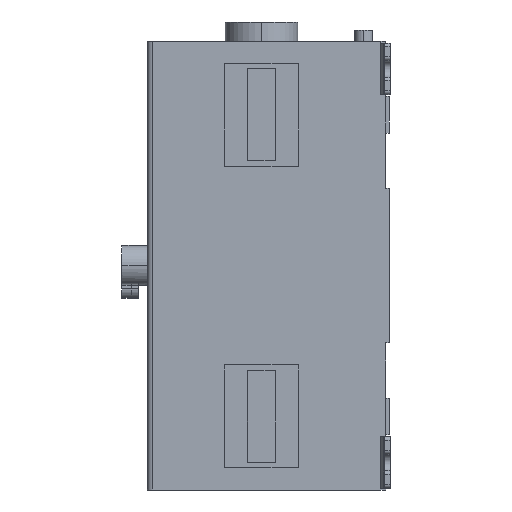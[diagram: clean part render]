
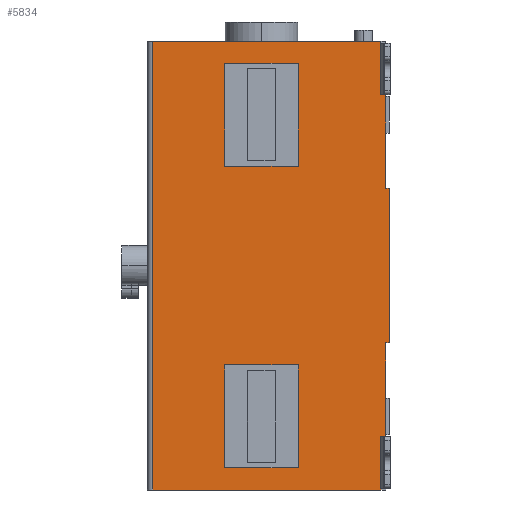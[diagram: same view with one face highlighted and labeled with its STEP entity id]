
A CAD part, left-side view. The second image highlights one B-rep face of the part: STEP entity #5834.
In plain terms, the highlighted planar face has unit normal (-1, 0, 0).
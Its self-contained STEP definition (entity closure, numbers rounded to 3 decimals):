
#134=DIRECTION('',(0.,0.,1.));
#135=VECTOR('',#134,50.9);
#136=CARTESIAN_POINT('',(-103.,-67.5,0.));
#137=LINE('',#136,#135);
#138=DIRECTION('',(0.,1.,0.));
#139=VECTOR('',#138,2.);
#140=CARTESIAN_POINT('',(-103.,-69.5,0.));
#141=LINE('',#140,#139);
#142=DIRECTION('',(0.,0.,1.));
#143=VECTOR('',#142,84.);
#144=CARTESIAN_POINT('',(-103.,-69.5,-84.));
#145=LINE('',#144,#143);
#146=DIRECTION('',(0.,-1.,0.));
#147=VECTOR('',#146,2.);
#148=CARTESIAN_POINT('',(-103.,-67.5,-84.));
#149=LINE('',#148,#147);
#150=DIRECTION('',(0.,0.,1.));
#151=VECTOR('',#150,50.9);
#152=CARTESIAN_POINT('',(-103.,-67.5,-134.9));
#153=LINE('',#152,#151);
#154=DIRECTION('',(0.,-1.,0.));
#155=VECTOR('',#154,2.5);
#156=CARTESIAN_POINT('',(-103.,-65.,-134.9));
#157=LINE('',#156,#155);
#158=DIRECTION('',(0.,0.,1.));
#159=VECTOR('',#158,29.1);
#160=CARTESIAN_POINT('',(-103.,-65.,-164.));
#161=LINE('',#160,#159);
#162=DIRECTION('',(0.,-1.,0.));
#163=VECTOR('',#162,124.);
#164=CARTESIAN_POINT('',(-103.,59.,-164.));
#165=LINE('',#164,#163);
#166=DIRECTION('',(0.,1.,0.));
#167=VECTOR('',#166,124.);
#168=CARTESIAN_POINT('',(-103.,-65.,80.));
#169=LINE('',#168,#167);
#170=DIRECTION('',(0.,0.,1.));
#171=VECTOR('',#170,29.1);
#172=CARTESIAN_POINT('',(-103.,-65.,50.9));
#173=LINE('',#172,#171);
#174=DIRECTION('',(0.,1.,0.));
#175=VECTOR('',#174,2.5);
#176=CARTESIAN_POINT('',(-103.,-67.5,50.9));
#177=LINE('',#176,#175);
#178=DIRECTION('',(0.,0.,-1.));
#179=VECTOR('',#178,56.);
#180=CARTESIAN_POINT('',(-103.,-20.,68.));
#181=LINE('',#180,#179);
#182=DIRECTION('',(0.,-1.,0.));
#183=VECTOR('',#182,40.);
#184=CARTESIAN_POINT('',(-103.,20.,68.));
#185=LINE('',#184,#183);
#186=DIRECTION('',(0.,0.,1.));
#187=VECTOR('',#186,56.);
#188=CARTESIAN_POINT('',(-103.,20.,12.));
#189=LINE('',#188,#187);
#190=DIRECTION('',(0.,1.,0.));
#191=VECTOR('',#190,40.);
#192=CARTESIAN_POINT('',(-103.,-20.,12.));
#193=LINE('',#192,#191);
#194=DIRECTION('',(0.,0.,-1.));
#195=VECTOR('',#194,56.);
#196=CARTESIAN_POINT('',(-103.,-20.,-96.));
#197=LINE('',#196,#195);
#198=DIRECTION('',(0.,-1.,0.));
#199=VECTOR('',#198,40.);
#200=CARTESIAN_POINT('',(-103.,20.,-96.));
#201=LINE('',#200,#199);
#202=DIRECTION('',(0.,0.,1.));
#203=VECTOR('',#202,56.);
#204=CARTESIAN_POINT('',(-103.,20.,-152.));
#205=LINE('',#204,#203);
#206=DIRECTION('',(0.,1.,0.));
#207=VECTOR('',#206,40.);
#208=CARTESIAN_POINT('',(-103.,-20.,-152.));
#209=LINE('',#208,#207);
#684=DIRECTION('',(0.,0.,1.));
#685=VECTOR('',#684,244.);
#686=CARTESIAN_POINT('',(-103.,59.,-164.));
#687=LINE('',#686,#685);
#4400=CARTESIAN_POINT('',(-103.,-20.,-152.));
#4401=CARTESIAN_POINT('',(-103.,20.,-152.));
#4402=VERTEX_POINT('',#4400);
#4403=VERTEX_POINT('',#4401);
#4404=CARTESIAN_POINT('',(-103.,20.,-96.));
#4405=VERTEX_POINT('',#4404);
#4406=CARTESIAN_POINT('',(-103.,-20.,-96.));
#4407=VERTEX_POINT('',#4406);
#4472=CARTESIAN_POINT('',(-103.,-20.,12.));
#4473=VERTEX_POINT('',#4472);
#4474=CARTESIAN_POINT('',(-103.,20.,12.));
#4475=VERTEX_POINT('',#4474);
#4476=CARTESIAN_POINT('',(-103.,20.,68.));
#4477=VERTEX_POINT('',#4476);
#4478=CARTESIAN_POINT('',(-103.,-20.,68.));
#4479=VERTEX_POINT('',#4478);
#4918=CARTESIAN_POINT('',(-103.,-65.,-134.9));
#4919=VERTEX_POINT('',#4918);
#4920=CARTESIAN_POINT('',(-103.,-65.,-164.));
#4921=VERTEX_POINT('',#4920);
#4922=CARTESIAN_POINT('',(-103.,-67.5,-134.9));
#4923=VERTEX_POINT('',#4922);
#4925=CARTESIAN_POINT('',(-103.,-67.5,-84.));
#4927=VERTEX_POINT('',#4925);
#4930=CARTESIAN_POINT('',(-103.,-69.5,-84.));
#4931=VERTEX_POINT('',#4930);
#5355=CARTESIAN_POINT('',(-103.,-67.5,50.9));
#5357=VERTEX_POINT('',#5355);
#5360=CARTESIAN_POINT('',(-103.,-65.,50.9));
#5361=VERTEX_POINT('',#5360);
#5528=CARTESIAN_POINT('',(-103.,-65.,80.));
#5529=VERTEX_POINT('',#5528);
#5544=CARTESIAN_POINT('',(-103.,59.,80.));
#5545=VERTEX_POINT('',#5544);
#5564=CARTESIAN_POINT('',(-103.,59.,-164.));
#5565=VERTEX_POINT('',#5564);
#5570=CARTESIAN_POINT('',(-103.,-69.5,0.));
#5571=VERTEX_POINT('',#5570);
#5572=CARTESIAN_POINT('',(-103.,-67.5,0.));
#5573=VERTEX_POINT('',#5572);
#5784=CARTESIAN_POINT('',(-103.,-5.25,-42.));
#5785=DIRECTION('',(1.,0.,0.));
#5786=DIRECTION('',(0.,1.,0.));
#5787=AXIS2_PLACEMENT_3D('',#5784,#5785,#5786);
#5788=PLANE('',#5787);
#5790=ORIENTED_EDGE('',*,*,#5789,.F.);
#5792=ORIENTED_EDGE('',*,*,#5791,.F.);
#5794=ORIENTED_EDGE('',*,*,#5793,.F.);
#5796=ORIENTED_EDGE('',*,*,#5795,.F.);
#5798=ORIENTED_EDGE('',*,*,#5797,.F.);
#5800=ORIENTED_EDGE('',*,*,#5799,.F.);
#5802=ORIENTED_EDGE('',*,*,#5801,.F.);
#5804=ORIENTED_EDGE('',*,*,#5803,.F.);
#5806=ORIENTED_EDGE('',*,*,#5805,.T.);
#5808=ORIENTED_EDGE('',*,*,#5807,.F.);
#5810=ORIENTED_EDGE('',*,*,#5809,.F.);
#5812=ORIENTED_EDGE('',*,*,#5811,.F.);
#5813=EDGE_LOOP('',(#5790,#5792,#5794,#5796,#5798,#5800,#5802,#5804,#5806,#5808,
#5810,#5812));
#5814=FACE_OUTER_BOUND('',#5813,.F.);
#5816=ORIENTED_EDGE('',*,*,#5815,.F.);
#5818=ORIENTED_EDGE('',*,*,#5817,.F.);
#5820=ORIENTED_EDGE('',*,*,#5819,.F.);
#5822=ORIENTED_EDGE('',*,*,#5821,.F.);
#5823=EDGE_LOOP('',(#5816,#5818,#5820,#5822));
#5824=FACE_BOUND('',#5823,.F.);
#5825=ORIENTED_EDGE('',*,*,#5774,.F.);
#5827=ORIENTED_EDGE('',*,*,#5826,.F.);
#5829=ORIENTED_EDGE('',*,*,#5828,.F.);
#5831=ORIENTED_EDGE('',*,*,#5830,.F.);
#5832=EDGE_LOOP('',(#5825,#5827,#5829,#5831));
#5833=FACE_BOUND('',#5832,.F.);
#5774=EDGE_CURVE('',#4407,#4402,#197,.T.);
#5789=EDGE_CURVE('',#5573,#5357,#137,.T.);
#5791=EDGE_CURVE('',#5571,#5573,#141,.T.);
#5793=EDGE_CURVE('',#4931,#5571,#145,.T.);
#5795=EDGE_CURVE('',#4927,#4931,#149,.T.);
#5797=EDGE_CURVE('',#4923,#4927,#153,.T.);
#5799=EDGE_CURVE('',#4919,#4923,#157,.T.);
#5801=EDGE_CURVE('',#4921,#4919,#161,.T.);
#5803=EDGE_CURVE('',#5565,#4921,#165,.T.);
#5805=EDGE_CURVE('',#5565,#5545,#687,.T.);
#5807=EDGE_CURVE('',#5529,#5545,#169,.T.);
#5809=EDGE_CURVE('',#5361,#5529,#173,.T.);
#5811=EDGE_CURVE('',#5357,#5361,#177,.T.);
#5815=EDGE_CURVE('',#4479,#4473,#181,.T.);
#5817=EDGE_CURVE('',#4477,#4479,#185,.T.);
#5819=EDGE_CURVE('',#4475,#4477,#189,.T.);
#5821=EDGE_CURVE('',#4473,#4475,#193,.T.);
#5826=EDGE_CURVE('',#4405,#4407,#201,.T.);
#5828=EDGE_CURVE('',#4403,#4405,#205,.T.);
#5830=EDGE_CURVE('',#4402,#4403,#209,.T.);
#5834=ADVANCED_FACE('',(#5814,#5824,#5833),#5788,.F.);
